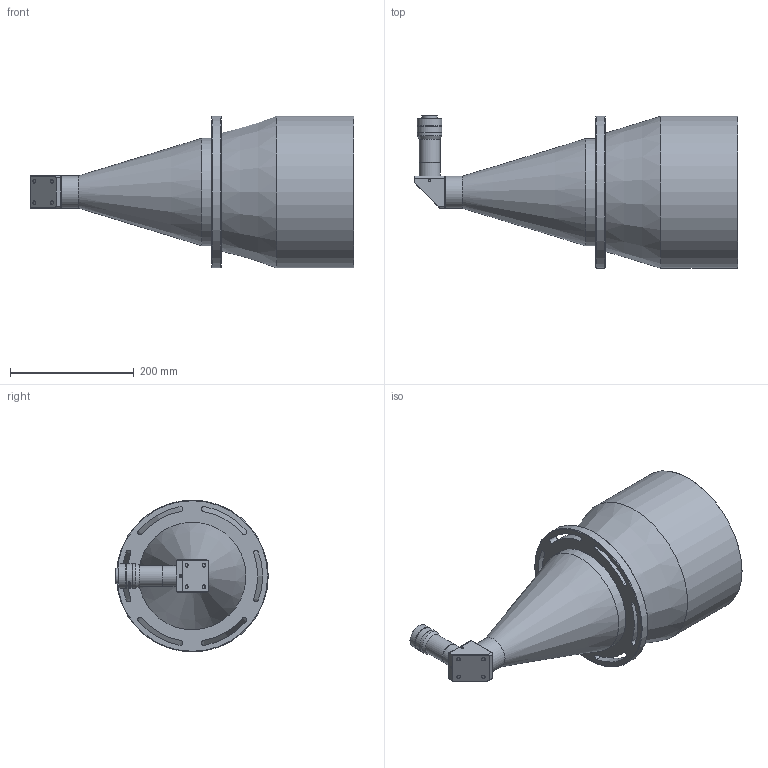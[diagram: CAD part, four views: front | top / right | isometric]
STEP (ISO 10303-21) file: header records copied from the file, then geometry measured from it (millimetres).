
FILE_DESCRIPTION (( 'STEP AP214' ), '1' );
FILE_NAME ('TTL18.5-215-380CL.STEP', '2023-10-17T01:49:23', ( '' ), ( '' ), 'SwSTEP 2.0', 'SolidWorks 2019', '' );
FILE_SCHEMA (( 'AUTOMOTIVE_DESIGN' ));
Length unit declared in the file: millimetre
Products named in the file (3): IMA18.5; TTL18.5-215-380CL; OBJ215
Assembly tree (2 placements, depth 2):
  TTL18.5-215-380CL
    OBJ215
    IMA18.5
Bounding box: 524.12 x 246.84 x 246 mm (x, y, z)
Volume: 12253781.2 mm3; surface area: 419441.2 mm2
Topology: 12 solids, 17 shells, 277 faces, 758 edges, 556 vertices
Faces by surface type: cylinder 113, plane 92, cone 54, torus 10, bspline 4, sphere 4
Full cylindrical faces by diameter (mm): 3.3 x3, 8.842 x1, 11 x1, 11.6 x1, 13 x2, 13.8 x1, 14.5 x1, 15.1 x1, 16 x1, 20 x1, 21.6 x1, 22 x1, 24 x2, 24.4 x2, 24.7 x1, 25.4 x2, 25.5 x1, 26 x2, 26.2 x1, 27 x3, 28 x3, 28.5 x1, 29 x1, 29.1 x1, 33.4 x1, 33.5 x2, 34 x5, 34.1 x1, 40 x5, 45 x1
Entity records: 12792 total; most frequent: CARTESIAN_POINT 3118, DIRECTION 1260, ORIENTED_EDGE 1226, EDGE_CURVE 613, AXIS2_PLACEMENT_3D 579, VERTEX_POINT 525, EDGE_LOOP 464, FACE_OUTER_BOUND 335
